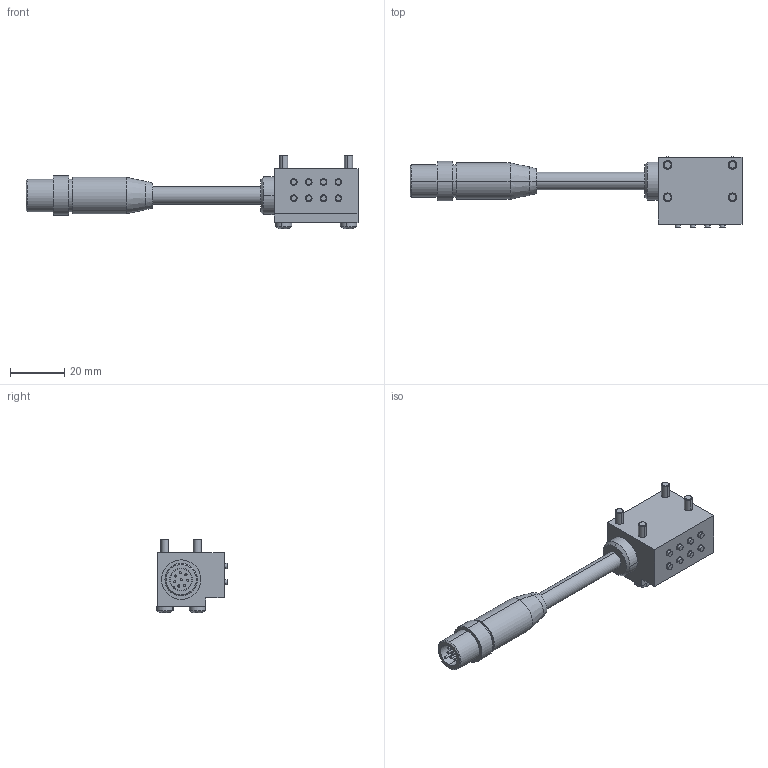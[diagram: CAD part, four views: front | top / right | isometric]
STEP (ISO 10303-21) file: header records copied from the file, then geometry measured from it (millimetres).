
FILE_DESCRIPTION (( 'STEP AP214' ), '1' );
FILE_NAME ('P1015.STEP', '2022-01-12T09:30:15', ( '' ), ( '' ), 'SwSTEP 2.0', 'SolidWorks 2019', '' );
FILE_SCHEMA (( 'AUTOMOTIVE_DESIGN' ));
Length unit declared in the file: millimetre
Products named in the file (1): P1015
Bounding box: 122.8 x 26.01 x 27.35 mm (x, y, z)
Volume: 22581.9 mm3; surface area: 11439.4 mm2
Topology: 17 solids, 25 shells, 428 faces, 910 edges, 534 vertices
Faces by surface type: cylinder 175, plane 119, cone 74, torus 36, sphere 24
Entity records: 16178 total; most frequent: DIRECTION 2250, CARTESIAN_POINT 1873, ORIENTED_EDGE 1732, AXIS2_PLACEMENT_3D 959, EDGE_CURVE 866, CIRCLE 530, VERTEX_POINT 518, EDGE_LOOP 478
